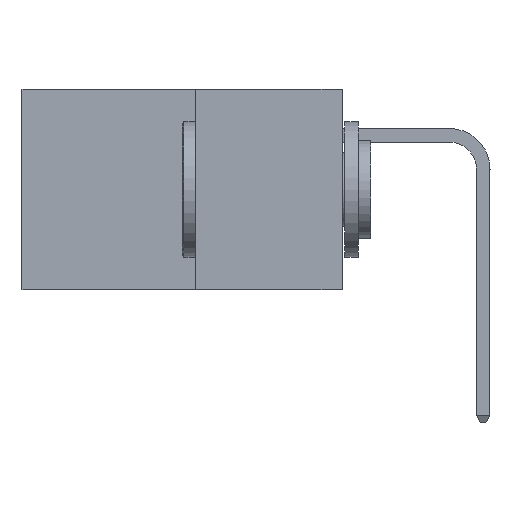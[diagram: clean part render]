
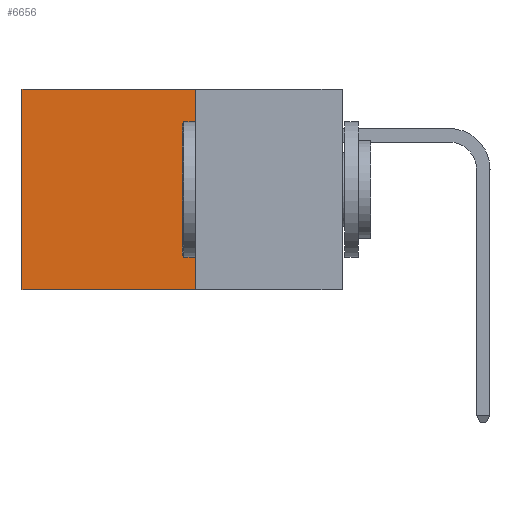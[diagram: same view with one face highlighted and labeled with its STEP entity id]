
A CAD part, left-side view. The second image highlights one B-rep face of the part: STEP entity #6656.
In plain terms, the highlighted planar face has unit normal (-1, 0, 0).
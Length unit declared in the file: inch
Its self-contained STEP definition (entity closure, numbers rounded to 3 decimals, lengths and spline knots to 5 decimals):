
#734 = VERTEX_POINT ( 'NONE', #19146 ) ;
#1354 = EDGE_CURVE ( 'NONE', #734, #25278, #2151, .T. ) ;
#1357 = EDGE_CURVE ( 'NONE', #2695, #25278, #7574, .T. ) ;
#2083 = VECTOR ( 'NONE', #23359, 39.37008 ) ;
#2151 = LINE ( 'NONE', #18086, #3386 ) ;
#2695 = VERTEX_POINT ( 'NONE', #16977 ) ;
#3231 = CARTESIAN_POINT ( 'NONE',  ( 0.277, 0.27, 0. ) ) ;
#3386 = VECTOR ( 'NONE', #17698, 39.37008 ) ;
#3962 = ORIENTED_EDGE ( 'NONE', *, *, #1354, .T. ) ;
#5494 = VERTEX_POINT ( 'NONE', #12540 ) ;
#5765 = EDGE_LOOP ( 'NONE', ( #3962, #21435, #24560, #24617 ) ) ;
#6656 = ADVANCED_FACE ( 'NONE', ( #20371 ), #14294, .F. ) ;
#6917 = VECTOR ( 'NONE', #17264, 39.37008 ) ;
#7574 = LINE ( 'NONE', #18578, #6917 ) ;
#11877 = EDGE_CURVE ( 'NONE', #5494, #2695, #26174, .T. ) ;
#12251 = CARTESIAN_POINT ( 'NONE',  ( 0.277, 0.27, -0.37 ) ) ;
#12540 = CARTESIAN_POINT ( 'NONE',  ( 0.277, 0.27, 0. ) ) ;
#13661 = DIRECTION ( 'NONE',  ( 0., 0., -1. ) ) ;
#13683 = DIRECTION ( 'NONE',  ( 1., 0., 0. ) ) ;
#14005 = CARTESIAN_POINT ( 'NONE',  ( 0.277, 0.27, -0.37 ) ) ;
#14294 = PLANE ( 'NONE',  #19382 ) ;
#16363 = DIRECTION ( 'NONE',  ( 0., 0., -1. ) ) ;
#16743 = EDGE_CURVE ( 'NONE', #5494, #734, #23769, .T. ) ;
#16977 = CARTESIAN_POINT ( 'NONE',  ( 0.277, 0.27, -0.37 ) ) ;
#17264 = DIRECTION ( 'NONE',  ( 0., 1., 0. ) ) ;
#17698 = DIRECTION ( 'NONE',  ( 0., 0., -1. ) ) ;
#18086 = CARTESIAN_POINT ( 'NONE',  ( 0.277, 0.59, -0.37 ) ) ;
#18578 = CARTESIAN_POINT ( 'NONE',  ( 0.277, 0.27, -0.37 ) ) ;
#19146 = CARTESIAN_POINT ( 'NONE',  ( 0.277, 0.59, 0. ) ) ;
#19382 = AXIS2_PLACEMENT_3D ( 'NONE', #14005, #13683, #13661 ) ;
#20371 = FACE_OUTER_BOUND ( 'NONE', #5765, .T. ) ;
#21435 = ORIENTED_EDGE ( 'NONE', *, *, #1357, .F. ) ;
#21953 = CARTESIAN_POINT ( 'NONE',  ( 0.277, 0.59, -0.37 ) ) ;
#23359 = DIRECTION ( 'NONE',  ( 0., 1., 0. ) ) ;
#23769 = LINE ( 'NONE', #3231, #2083 ) ;
#24560 = ORIENTED_EDGE ( 'NONE', *, *, #11877, .F. ) ;
#24617 = ORIENTED_EDGE ( 'NONE', *, *, #16743, .T. ) ;
#25278 = VERTEX_POINT ( 'NONE', #21953 ) ;
#25552 = VECTOR ( 'NONE', #16363, 39.37008 ) ;
#26174 = LINE ( 'NONE', #12251, #25552 ) ;
